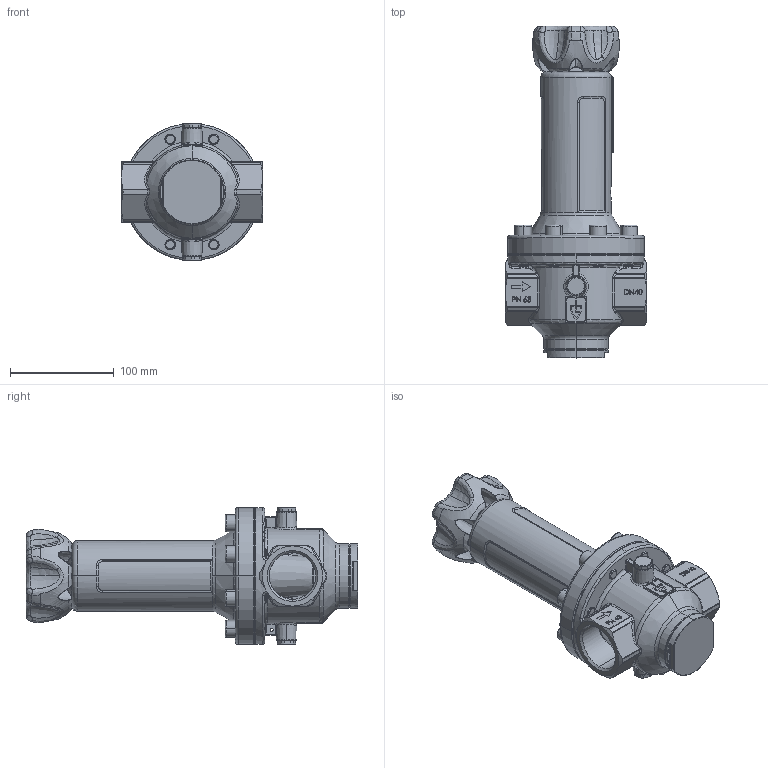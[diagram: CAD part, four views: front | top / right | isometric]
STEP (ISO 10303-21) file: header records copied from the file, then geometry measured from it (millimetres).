
FILE_DESCRIPTION (( 'STEP AP214' ), '1' );
FILE_NAME ('484-40-f+f-40+40.STEP', '2015-11-27T09:05:59', ( '' ), ( '' ), 'SwSTEP 2.0', 'SolidWorks 2014', '' );
FILE_SCHEMA (( 'AUTOMOTIVE_DESIGN' ));
Length unit declared in the file: millimetre
Products named in the file (1): 484-40-f+f-40+40
Bounding box: 136 x 319.8 x 132 mm (x, y, z)
Volume: 869677.8 mm3; surface area: 292118 mm2
Topology: 20 solids, 20 shells, 2382 faces, 5873 edges, 3537 vertices
Faces by surface type: plane 708, bspline 636, cylinder 586, torus 216, cone 180, sphere 56
Entity records: 147402 total; most frequent: CARTESIAN_POINT 70004, ORIENTED_EDGE 11562, DIRECTION 9137, EDGE_CURVE 5781, VERTEX_POINT 3537, AXIS2_PLACEMENT_3D 3514, EDGE_LOOP 2542, UNCERTAINTY_MEASURE_WITH_UNIT 2404
